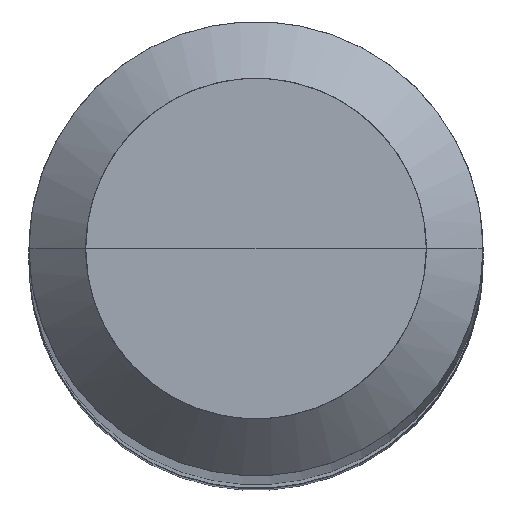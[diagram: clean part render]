
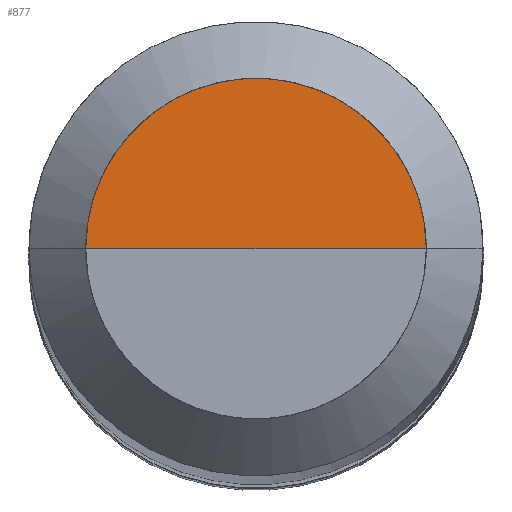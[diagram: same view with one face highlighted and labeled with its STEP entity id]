
A CAD part, top view. The second image highlights one B-rep face of the part: STEP entity #877.
In plain terms, the highlighted free-form (B-spline) face has degree [1, 2] with [2, 5] control points.
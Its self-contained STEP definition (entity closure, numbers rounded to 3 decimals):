
#549=CARTESIAN_POINT('',(3.0,0.0,90.0));
#550=CARTESIAN_POINT('',(3.0,3.0,90.0));
#551=CARTESIAN_POINT('',(0.0,3.0,90.0));
#552=CARTESIAN_POINT('',(-3.0,3.0,90.0));
#553=CARTESIAN_POINT('',(-3.0,0.0,90.0));
#554=CARTESIAN_POINT('',(0.0,0.0,90.0));
#862=(
BOUNDED_SURFACE()
B_SPLINE_SURFACE(1,2,(
(#549,#550,#551,#552,#553),
(#554,#554,#554,#554,#554)
), .UNSPECIFIED.,.F.,.F.,.F.)
B_SPLINE_SURFACE_WITH_KNOTS((2,2),(3,2,3),(
0.0,1.0),(
0.0,0.5,1.0), .UNSPECIFIED.)
GEOMETRIC_REPRESENTATION_ITEM()
RATIONAL_B_SPLINE_SURFACE(((1.0,0.707,1.0,0.707,1.0),
(1.0,0.707,1.0,0.707,1.0)
))
REPRESENTATION_ITEM('')
SURFACE()
);
#863=(
BOUNDED_CURVE()
B_SPLINE_CURVE(2,(#553,#552,#551,#550,#549),.UNSPECIFIED.,.F.,.F.)
B_SPLINE_CURVE_WITH_KNOTS((3,2,3),
(0.0,0.5,1.0),.UNSPECIFIED.)
CURVE()
GEOMETRIC_REPRESENTATION_ITEM()
RATIONAL_B_SPLINE_CURVE((1.0,0.707,1.0,0.707,1.0))
REPRESENTATION_ITEM('')
);
#864=(
BOUNDED_CURVE()
B_SPLINE_CURVE(1,(#549,#554),.UNSPECIFIED.,.F.,.F.)
B_SPLINE_CURVE_WITH_KNOTS((2,2),
(0.0,1.0),.UNSPECIFIED.)
CURVE()
GEOMETRIC_REPRESENTATION_ITEM()
RATIONAL_B_SPLINE_CURVE((1.0,1.0))
REPRESENTATION_ITEM('')
);
#865=(
BOUNDED_CURVE()
B_SPLINE_CURVE(1,(#554,#553),.UNSPECIFIED.,.F.,.F.)
B_SPLINE_CURVE_WITH_KNOTS((2,2),
(0.0,1.0),.UNSPECIFIED.)
CURVE()
GEOMETRIC_REPRESENTATION_ITEM()
RATIONAL_B_SPLINE_CURVE((1.0,1.0))
REPRESENTATION_ITEM('')
);
#866=VERTEX_POINT('',#549);
#867=VERTEX_POINT('',#553);
#868=VERTEX_POINT('',#554);
#869=EDGE_CURVE('',#867,#866,#863,.T.);
#870=EDGE_CURVE('',#866,#868,#864,.T.);
#871=EDGE_CURVE('',#868,#867,#865,.T.);
#872=ORIENTED_EDGE('',*,*,#869,.T.);
#873=ORIENTED_EDGE('',*,*,#870,.T.);
#874=ORIENTED_EDGE('',*,*,#871,.T.);
#875=EDGE_LOOP('',(#872,#873,#874));
#876=FACE_OUTER_BOUND('',#875,.T.);
#877=ADVANCED_FACE('',(#876),#862,.T.);
